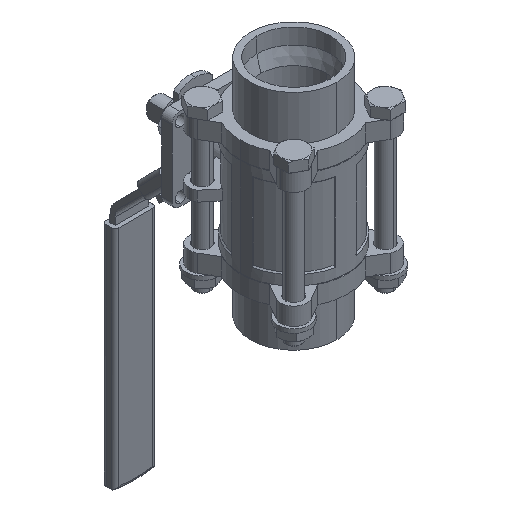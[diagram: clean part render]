
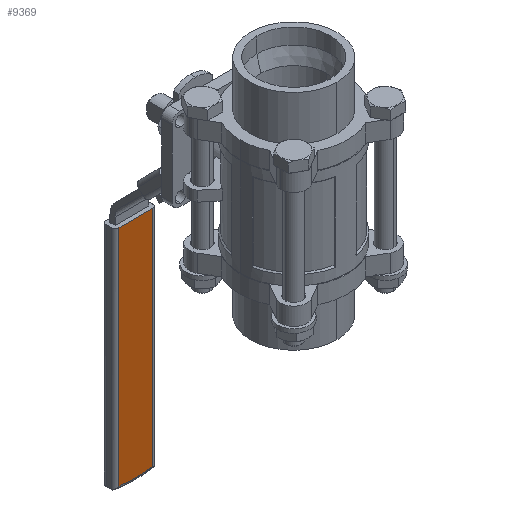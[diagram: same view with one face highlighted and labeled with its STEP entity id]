
A CAD part, isometric view. The second image highlights one B-rep face of the part: STEP entity #9369.
In plain terms, the highlighted planar face has unit normal (0, -1, 0).
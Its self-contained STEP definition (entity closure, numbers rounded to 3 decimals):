
#1019 = FACE_OUTER_BOUND ( 'NONE', #10767, .T. ) ;
#1709 = VERTEX_POINT ( 'NONE', #7632 ) ;
#2208 = AXIS2_PLACEMENT_3D ( 'NONE', #6908, #6909, #6910 ) ;
#3864 = LINE ( 'NONE', #6878, #3869 ) ;
#3869 = VECTOR ( 'NONE', #6886, 1000. ) ;
#3880 = CIRCLE ( 'NONE', #2208, 42.07 ) ;
#5093 = EDGE_CURVE ( 'NONE', #1709, #9594, #3864, .T. ) ;
#5101 = EDGE_CURVE ( 'NONE', #9594, #9514, #3880, .T. ) ;
#5124 = EDGE_CURVE ( 'NONE', #9610, #1709, #7877, .T. ) ;
#5150 = EDGE_CURVE ( 'NONE', #9514, #9610, #7921, .T. ) ;
#6878 = CARTESIAN_POINT ( 'NONE',  ( -6.5, 21., -128.8 ) ) ;
#6886 = DIRECTION ( 'NONE',  ( 0., 0., -1. ) ) ;
#6908 = CARTESIAN_POINT ( 'NONE',  ( 0., 21., -85.971 ) ) ;
#6909 = DIRECTION ( 'NONE',  ( 0., -1., 0. ) ) ;
#6910 = DIRECTION ( 'NONE',  ( 0., 0., 1. ) ) ;
#6968 = CARTESIAN_POINT ( 'NONE',  ( 8., 21., -41.199 ) ) ;
#6969 = DIRECTION ( 'NONE',  ( -1., 0., 0. ) ) ;
#7055 = CARTESIAN_POINT ( 'NONE',  ( 6.5, 21., -41.199 ) ) ;
#7056 = DIRECTION ( 'NONE',  ( 0., 0., 1. ) ) ;
#7632 = CARTESIAN_POINT ( 'NONE',  ( -6.5, 21., -41.199 ) ) ;
#7877 = LINE ( 'NONE', #6968, #7880 ) ;
#7880 = VECTOR ( 'NONE', #6969, 1000. ) ;
#7921 = LINE ( 'NONE', #7055, #7924 ) ;
#7924 = VECTOR ( 'NONE', #7056, 1000. ) ;
#8444 = ORIENTED_EDGE ( 'NONE', *, *, #5124, .T. ) ;
#8515 = ORIENTED_EDGE ( 'NONE', *, *, #5093, .T. ) ;
#8524 = ORIENTED_EDGE ( 'NONE', *, *, #5150, .T. ) ;
#8566 = ORIENTED_EDGE ( 'NONE', *, *, #5101, .T. ) ;
#9369 = ADVANCED_FACE ( 'NONE', ( #1019 ), #18648, .F. ) ;
#9514 = VERTEX_POINT ( 'NONE', #12534 ) ;
#9594 = VERTEX_POINT ( 'NONE', #12614 ) ;
#9610 = VERTEX_POINT ( 'NONE', #12630 ) ;
#10767 = EDGE_LOOP ( 'NONE', ( #8444, #8515, #8566, #8524 ) ) ;
#12534 = CARTESIAN_POINT ( 'NONE',  ( 6.5, 21., -127.536 ) ) ;
#12614 = CARTESIAN_POINT ( 'NONE',  ( -6.5, 21., -127.536 ) ) ;
#12630 = CARTESIAN_POINT ( 'NONE',  ( 6.5, 21., -41.199 ) ) ;
#15167 = AXIS2_PLACEMENT_3D ( 'NONE', #18643, #18651, #18652 ) ;
#18643 = CARTESIAN_POINT ( 'NONE',  ( 6.5, 21., -39.699 ) ) ;
#18648 = PLANE ( 'NONE',  #15167 ) ;
#18651 = DIRECTION ( 'NONE',  ( 0., 1., 0. ) ) ;
#18652 = DIRECTION ( 'NONE',  ( 0., 0., 1. ) ) ;
